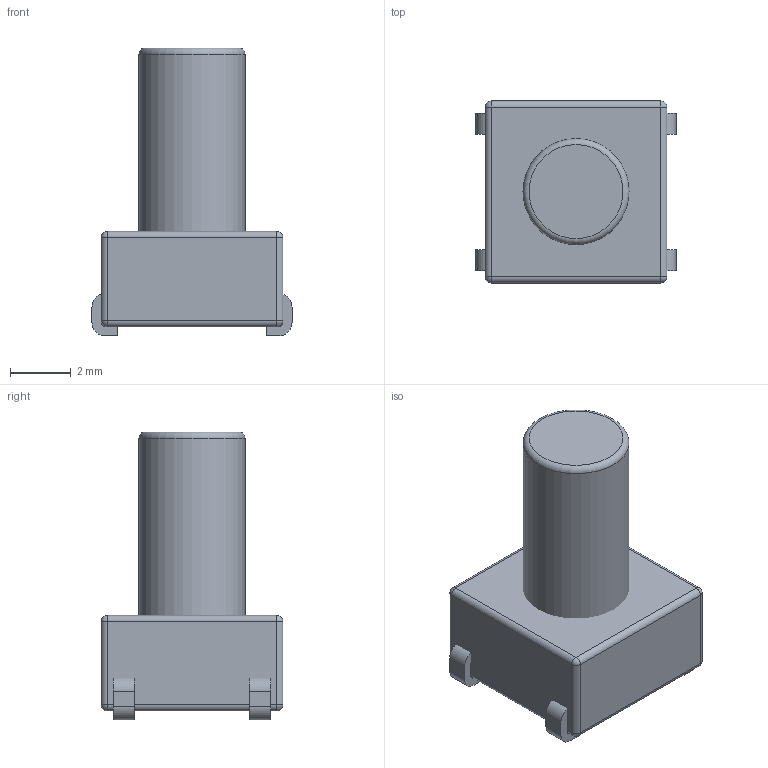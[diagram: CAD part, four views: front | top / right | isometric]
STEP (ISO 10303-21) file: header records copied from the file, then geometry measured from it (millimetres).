
FILE_DESCRIPTION(('Open CASCADE Model'),'2;1');
FILE_NAME('Open CASCADE Shape Model','2025-04-16T20:26:51',('Author'),('Open CASCADE'),'Open CASCADE STEP processor 7.7','Open CASCADE 7.7','Unknown');
FILE_SCHEMA(('AUTOMOTIVE_DESIGN { 1 0 10303 214 1 1 1 1 }'));
Length unit declared in the file: millimetre
Products named in the file (8): CK_PTS645Sx95JSMTR92; body; body_part; actuator; actuator_part; lead-12; lead-12_part; lead-34
Assembly tree (8 placements, depth 3):
  CK_PTS645Sx95JSMTR92
    body
      body_part
    actuator
      actuator_part
    lead-12
      lead-12_part
    lead-34
      lead-12_part
Bounding box: 6.6 x 6 x 9.5 mm (x, y, z)
Volume: 198.4 mm3; surface area: 291.5 mm2
Topology: 4 solids, 4 shells, 75 faces, 183 edges, 108 vertices
Faces by surface type: plane 36, bspline 16, cylinder 13, sphere 8, torus 2
Full cylindrical faces by diameter (mm): 3.5 x1
Entity records: 1145 total; most frequent: CARTESIAN_POINT 202, ORIENTED_EDGE 201, EDGE_CURVE 115, AXIS2_PLACEMENT_3D 70, VERTEX_POINT 68, LINE 61, ADVANCED_FACE 53, FACE_BOUND 53
